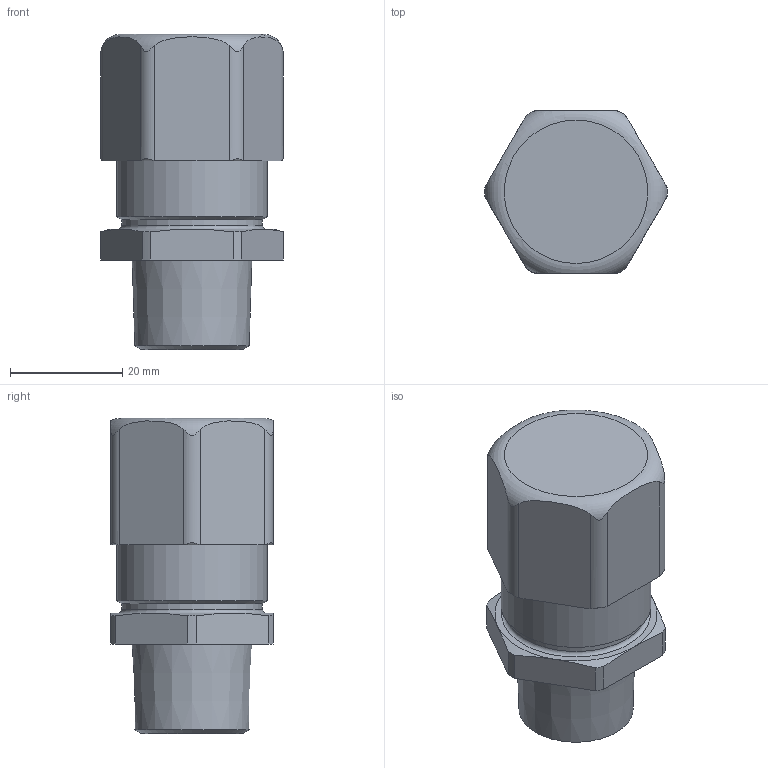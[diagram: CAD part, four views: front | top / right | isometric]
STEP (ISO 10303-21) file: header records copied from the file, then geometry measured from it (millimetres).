
FILE_DESCRIPTION(/* description */ (''),/* implementation_level */ '2;1');
FILE_NAME(/* name */ 'KIL_CGB139.stp',/* time_stamp */ '2021-09-24T12:45:21-05:00',/* author */ ('nsantoro'),/* organization */ (''),/* preprocessor_version */ 'ST-DEVELOPER v18',/* originating_system */ 'Autodesk Inventor 2020',/* authorisation */ '');
FILE_SCHEMA (('AUTOMOTIVE_DESIGN { 1 0 10303 214 3 1 1 }'));
Length unit declared in the file: inch
Products named in the file (1): CGB139
Bounding box: 32.6 x 29 x 56.26 mm (x, y, z)
Volume: 32471.8 mm3; surface area: 6529.1 mm2
Topology: 1 solids, 1 shells, 48 faces, 129 edges, 86 vertices
Faces by surface type: plane 17, cylinder 14, cone 9, torus 8
Full cylindrical faces by diameter (mm): 25.117 x1, 26.85 x1
Entity records: 1952 total; most frequent: CARTESIAN_POINT 697, ORIENTED_EDGE 258, DIRECTION 229, EDGE_CURVE 129, AXIS2_PLACEMENT_3D 94, VERTEX_POINT 86, EDGE_LOOP 51, STYLED_ITEM 48
